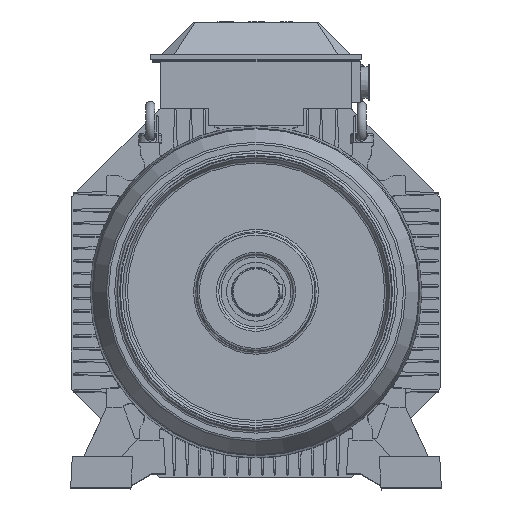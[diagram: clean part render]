
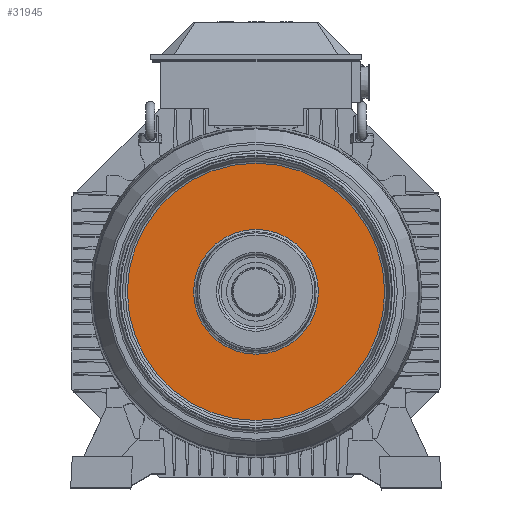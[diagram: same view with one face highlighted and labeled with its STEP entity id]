
A CAD part, top view. The second image highlights one B-rep face of the part: STEP entity #31945.
In plain terms, the highlighted planar face has unit normal (0, 0, 1).
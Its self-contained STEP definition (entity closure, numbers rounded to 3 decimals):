
#31914=CARTESIAN_POINT('',(0.,79.7,59.729));
#31915=VERTEX_POINT('',#31914);
#31916=CARTESIAN_POINT('',(0.,0.,59.729));
#31917=DIRECTION('',(0.,0.,1.));
#31918=DIRECTION('',(0.559,0.829,0.));
#31919=AXIS2_PLACEMENT_3D('',#31916,#31917,#31918);
#31920=CIRCLE('',#31919,79.7);
#31921=EDGE_CURVE('',#31915,#31915,#31920,.T.);
#31926=CARTESIAN_POINT('',(0.,-180.576,59.729));
#31927=DIRECTION('',(0.0,0.0,1.0));
#31928=DIRECTION('',(1.0,0.0,0.0));
#31929=AXIS2_PLACEMENT_3D('',#31926,#31927,#31928);
#31930=PLANE('',#31929);
#31931=CARTESIAN_POINT('',(0.,164.16,59.729));
#31932=VERTEX_POINT('',#31931);
#31933=CARTESIAN_POINT('',(0.,0.,59.729));
#31934=DIRECTION('',(0.0,0.0,1.0));
#31935=DIRECTION('',(0.559,0.829,0.0));
#31936=AXIS2_PLACEMENT_3D('',#31933,#31934,#31935);
#31937=CIRCLE('',#31936,164.16);
#31938=EDGE_CURVE('',#31932,#31932,#31937,.T.);
#31939=ORIENTED_EDGE('',*,*,#31938,.T.);
#31940=EDGE_LOOP('',(#31939));
#31941=FACE_OUTER_BOUND('',#31940,.T.);
#31942=ORIENTED_EDGE('',*,*,#31921,.F.);
#31943=EDGE_LOOP('',(#31942));
#31944=FACE_BOUND('',#31943,.T.);
#31945=ADVANCED_FACE('',(#31941,#31944),#31930,.T.);
